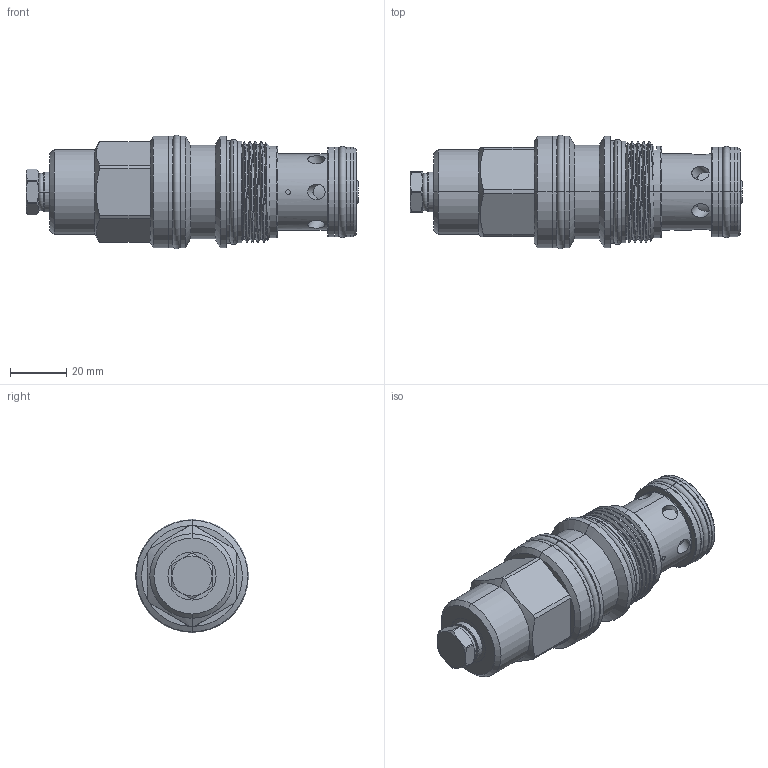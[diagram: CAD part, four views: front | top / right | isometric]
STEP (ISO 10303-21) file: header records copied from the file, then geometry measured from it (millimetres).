
FILE_DESCRIPTION (( 'STEP AP214' ), '1' );
FILE_NAME ('CK17A3C.STEP', '2016-04-12T01:13:45', ( '' ), ( '' ), 'SwSTEP 2.0', 'SolidWorks 2012', '' );
FILE_SCHEMA (( 'AUTOMOTIVE_DESIGN' ));
Length unit declared in the file: millimetre
Products named in the file (1): CK17A3C
Bounding box: 117.93 x 40.39 x 40.39 mm (x, y, z)
Volume: 91849.5 mm3; surface area: 22500.7 mm2
Topology: 4 solids, 5 shells, 233 faces, 498 edges, 301 vertices
Faces by surface type: cylinder 110, plane 48, cone 46, torus 24, bspline 3, sphere 2
Entity records: 8456 total; most frequent: CARTESIAN_POINT 3354, DIRECTION 1118, ORIENTED_EDGE 996, EDGE_CURVE 498, AXIS2_PLACEMENT_3D 483, VERTEX_POINT 301, EDGE_LOOP 267, CIRCLE 252
